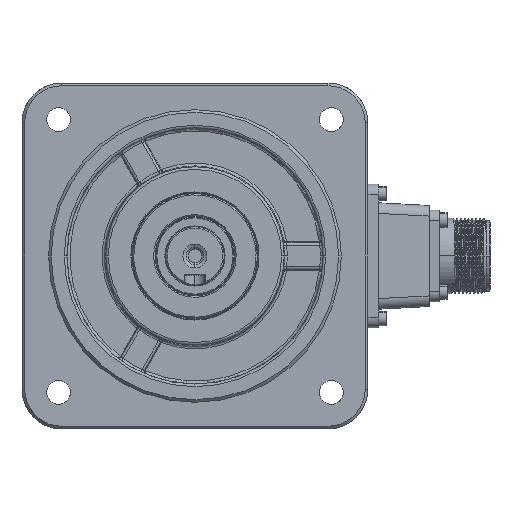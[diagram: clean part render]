
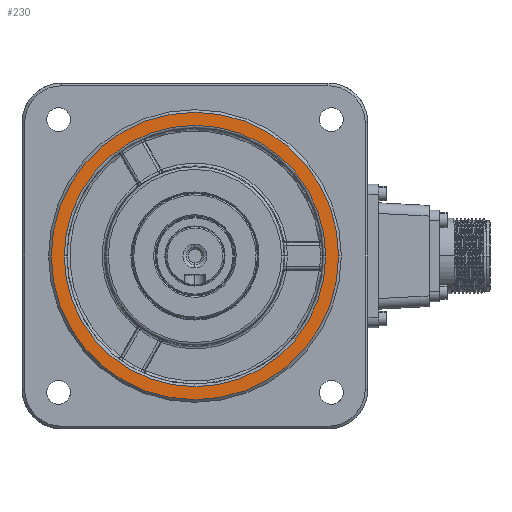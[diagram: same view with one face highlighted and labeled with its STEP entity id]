
A CAD part, left-side view. The second image highlights one B-rep face of the part: STEP entity #230.
In plain terms, the highlighted planar face has unit normal (-1, 0, 0).
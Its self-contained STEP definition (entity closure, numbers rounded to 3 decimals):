
#230 = ADVANCED_FACE ( 'NONE', ( #23454, #44436 ), #4246, .T. ) ;
#1089 = EDGE_CURVE ( 'NONE', #42281, #31411, #31382, .T. ) ;
#1858 = CARTESIAN_POINT ( 'NONE',  ( -61., 0., 0. ) ) ;
#2845 = CIRCLE ( 'NONE', #22518, 49.122 ) ;
#3181 = AXIS2_PLACEMENT_3D ( 'NONE', #1858, #42686, #35507 ) ;
#4246 = PLANE ( 'NONE',  #23678 ) ;
#4408 = DIRECTION ( 'NONE',  ( 0., -1., 0. ) ) ;
#4618 = CARTESIAN_POINT ( 'NONE',  ( -61., -54., 0. ) ) ;
#5643 = ORIENTED_EDGE ( 'NONE', *, *, #17318, .T. ) ;
#5690 = ORIENTED_EDGE ( 'NONE', *, *, #25449, .T. ) ;
#7245 = DIRECTION ( 'NONE',  ( 0., -1., 0. ) ) ;
#8321 = VERTEX_POINT ( 'NONE', #18813 ) ;
#8549 = EDGE_LOOP ( 'NONE', ( #13877, #5690 ) ) ;
#13234 = CIRCLE ( 'NONE', #29391, 54. ) ;
#13407 = DIRECTION ( 'NONE',  ( 0., -1., 0. ) ) ;
#13877 = ORIENTED_EDGE ( 'NONE', *, *, #1089, .T. ) ;
#16532 = DIRECTION ( 'NONE',  ( 0., -1., 0. ) ) ;
#17318 = EDGE_CURVE ( 'NONE', #8321, #20062, #13234, .T. ) ;
#18813 = CARTESIAN_POINT ( 'NONE',  ( -61., 54., 0. ) ) ;
#19623 = CARTESIAN_POINT ( 'NONE',  ( -61., 0., 0. ) ) ;
#20062 = VERTEX_POINT ( 'NONE', #4618 ) ;
#20707 = CARTESIAN_POINT ( 'NONE',  ( -61., 0., 0. ) ) ;
#21705 = CARTESIAN_POINT ( 'NONE',  ( -61., 0., 0. ) ) ;
#22518 = AXIS2_PLACEMENT_3D ( 'NONE', #21705, #25275, #7245 ) ;
#23454 = FACE_OUTER_BOUND ( 'NONE', #36487, .T. ) ;
#23678 = AXIS2_PLACEMENT_3D ( 'NONE', #30108, #41505, #4408 ) ;
#25275 = DIRECTION ( 'NONE',  ( 1., 0., 0. ) ) ;
#25449 = EDGE_CURVE ( 'NONE', #31411, #42281, #2845, .T. ) ;
#28194 = DIRECTION ( 'NONE',  ( -1., 0., 0. ) ) ;
#29391 = AXIS2_PLACEMENT_3D ( 'NONE', #20707, #28194, #13407 ) ;
#30108 = CARTESIAN_POINT ( 'NONE',  ( -61., 0., 0. ) ) ;
#30109 = EDGE_CURVE ( 'NONE', #20062, #8321, #36341, .T. ) ;
#31382 = CIRCLE ( 'NONE', #3181, 49.122 ) ;
#31411 = VERTEX_POINT ( 'NONE', #48275 ) ;
#34484 = ORIENTED_EDGE ( 'NONE', *, *, #30109, .T. ) ;
#35507 = DIRECTION ( 'NONE',  ( 0., -1., 0. ) ) ;
#36341 = CIRCLE ( 'NONE', #36993, 54. ) ;
#36487 = EDGE_LOOP ( 'NONE', ( #5643, #34484 ) ) ;
#36993 = AXIS2_PLACEMENT_3D ( 'NONE', #19623, #38197, #16532 ) ;
#38197 = DIRECTION ( 'NONE',  ( -1., 0., 0. ) ) ;
#41505 = DIRECTION ( 'NONE',  ( -1., 0., 0. ) ) ;
#42280 = CARTESIAN_POINT ( 'NONE',  ( -61., -49.122, 0. ) ) ;
#42281 = VERTEX_POINT ( 'NONE', #42280 ) ;
#42686 = DIRECTION ( 'NONE',  ( 1., 0., 0. ) ) ;
#44436 = FACE_BOUND ( 'NONE', #8549, .T. ) ;
#48275 = CARTESIAN_POINT ( 'NONE',  ( -61., 49.122, 0. ) ) ;
